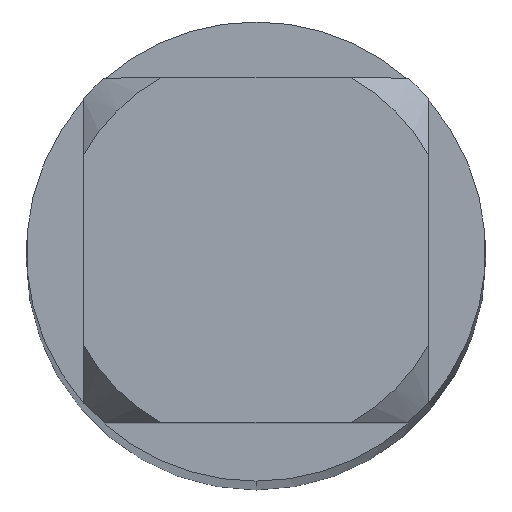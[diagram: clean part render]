
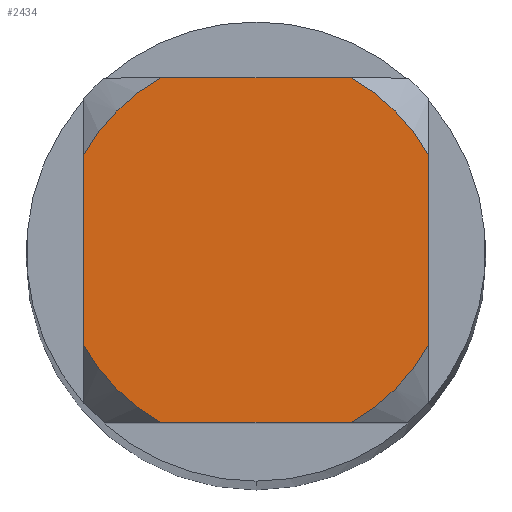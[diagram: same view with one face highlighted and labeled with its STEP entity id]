
A CAD part, top view. The second image highlights one B-rep face of the part: STEP entity #2434.
In plain terms, the highlighted planar face has unit normal (0, 0, 1).
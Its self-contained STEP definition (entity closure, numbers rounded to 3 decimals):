
#2434=ADVANCED_FACE('',(#6851),#6852,.T.);
#2738=EDGE_CURVE('',#5602,#5762,#7188,.T.);
#2800=EDGE_CURVE('',#5602,#6562,#7260,.T.);
#2874=VERTEX_POINT('',#7345);
#3336=EDGE_CURVE('',#6318,#5762,#7851,.T.);
#3670=EDGE_CURVE('',#3986,#2874,#8218,.T.);
#3986=VERTEX_POINT('',#8569);
#4242=EDGE_CURVE('',#5728,#6562,#8856,.T.);
#4418=EDGE_CURVE('',#5728,#2874,#9050,.T.);
#4824=EDGE_CURVE('',#3986,#6150,#9494,.T.);
#5484=EDGE_CURVE('',#6318,#6150,#10210,.T.);
#5602=VERTEX_POINT('',#10337);
#5728=VERTEX_POINT('',#10470);
#5762=VERTEX_POINT('',#10508);
#6150=VERTEX_POINT('',#10919);
#6318=VERTEX_POINT('',#11097);
#6562=VERTEX_POINT('',#11356);
#6851=FACE_OUTER_BOUND('',#11778,.T.);
#6852=PLANE('',#11779);
#7188=LINE('',#12342,#12343);
#7260=CIRCLE('',#12455,1.2);
#7345=CARTESIAN_POINT('',(1.05,0.581,0.0));
#7851=CIRCLE('',#13393,1.2);
#8218=LINE('',#13942,#13943);
#8569=CARTESIAN_POINT('',(1.05,-0.581,0.0));
#8856=LINE('',#14892,#14893);
#9050=CIRCLE('',#15201,1.2);
#9494=CIRCLE('',#16013,1.2);
#10210=LINE('',#17228,#17229);
#10337=CARTESIAN_POINT('',(-1.05,0.581,0.0));
#10470=CARTESIAN_POINT('',(0.581,1.05,0.0));
#10508=CARTESIAN_POINT('',(-1.05,-0.581,0.0));
#10919=CARTESIAN_POINT('',(0.581,-1.05,0.0));
#11097=CARTESIAN_POINT('',(-0.581,-1.05,0.0));
#11356=CARTESIAN_POINT('',(-0.581,1.05,0.0));
#11778=EDGE_LOOP('',(#19837,#19838,#19839,#19840,#19841,#19842,#19843,#19844));
#11779=AXIS2_PLACEMENT_3D('',#19845,#19846,#19847);
#12342=CARTESIAN_POINT('',(-1.05,0.3,0.0));
#12343=VECTOR('',#20238,1.0);
#12455=AXIS2_PLACEMENT_3D('',#20338,#20339,#20340);
#13393=AXIS2_PLACEMENT_3D('',#20990,#20991,#20992);
#13942=CARTESIAN_POINT('',(1.05,0.3,0.0));
#13943=VECTOR('',#21594,1.0);
#14892=CARTESIAN_POINT('',(0.0,1.05,0.0));
#14893=VECTOR('',#22353,1.0);
#15201=AXIS2_PLACEMENT_3D('',#22576,#22577,#22578);
#16013=AXIS2_PLACEMENT_3D('',#23048,#23049,#23050);
#17228=CARTESIAN_POINT('',(0.0,-1.05,0.0));
#17229=VECTOR('',#23788,1.0);
#19837=ORIENTED_EDGE('',*,*,#2738,.T.);
#19838=ORIENTED_EDGE('',*,*,#3336,.F.);
#19839=ORIENTED_EDGE('',*,*,#5484,.T.);
#19840=ORIENTED_EDGE('',*,*,#4824,.F.);
#19841=ORIENTED_EDGE('',*,*,#3670,.T.);
#19842=ORIENTED_EDGE('',*,*,#4418,.F.);
#19843=ORIENTED_EDGE('',*,*,#4242,.T.);
#19844=ORIENTED_EDGE('',*,*,#2800,.F.);
#19845=CARTESIAN_POINT('',(0.0,0.6,0.0));
#19846=DIRECTION('',(-0.0,0.0,1.0));
#19847=DIRECTION('',(0.0,-1.0,0.0));
#20238=DIRECTION('',(-0.0,-1.0,0.0));
#20338=CARTESIAN_POINT('',(0.0,0.0,0.0));
#20339=DIRECTION('',(0.0,0.0,-1.0));
#20340=DIRECTION('',(0.0,1.0,0.0));
#20990=CARTESIAN_POINT('',(0.0,0.0,0.0));
#20991=DIRECTION('',(0.0,0.0,-1.0));
#20992=DIRECTION('',(0.0,1.0,0.0));
#21594=DIRECTION('',(-0.0,1.0,0.0));
#22353=DIRECTION('',(-1.0,0.0,0.0));
#22576=CARTESIAN_POINT('',(0.0,0.0,0.0));
#22577=DIRECTION('',(0.0,0.0,-1.0));
#22578=DIRECTION('',(0.0,1.0,0.0));
#23048=CARTESIAN_POINT('',(0.0,0.0,0.0));
#23049=DIRECTION('',(0.0,0.0,-1.0));
#23050=DIRECTION('',(0.0,1.0,0.0));
#23788=DIRECTION('',(1.0,0.0,0.0));
